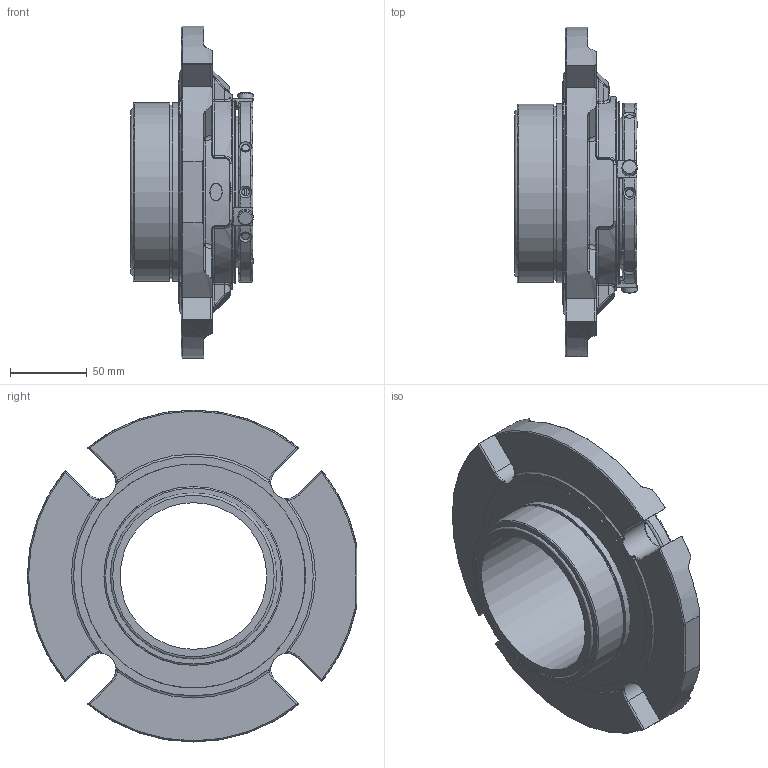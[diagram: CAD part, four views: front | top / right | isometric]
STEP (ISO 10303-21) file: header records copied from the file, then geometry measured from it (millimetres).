
FILE_DESCRIPTION(/* description */ ('Unknown'),/* implementation_level */ '2;1');
FILE_NAME(/* name */ '3.750',/* time_stamp */ '2023-04-04T11:58:16+01:00',/* author */ ('Unknown'),/* organization */ ('Unknown'),/* preprocessor_version */ 'ST-DEVELOPER v18.102',/* originating_system */ 'Solid Edge',/* authorisation */ 'Unknown');
FILE_SCHEMA (('AP242_MANAGED_MODEL_BASED_3D_ENGINEERING_MIM_LF { 1 0 10303 442 1 1 4 }','AUTOMOTIVE_DESIGN {1 0 10303 214 3 1 1}'));
Length unit declared in the file: millimetre
Products named in the file (1): 3.750
Bounding box: 79.63 x 213.82 x 215.65 mm (x, y, z)
Volume: 751065.3 mm3; surface area: 124162.2 mm2
Topology: 1 solids, 1 shells, 698 faces, 1842 edges, 1132 vertices
Faces by surface type: plane 222, cylinder 174, bspline 121, torus 91, cone 50, sphere 40
Full cylindrical faces by diameter (mm): 3.761 x1, 4.917 x2, 6 x3, 10 x3, 11.252 x1, 95.25 x1, 98.4 x1, 107.925 x1, 112.928 x1, 115.875 x1, 116.205 x1, 117.424 x1, 118.948 x1, 145.466 x1
Entity records: 29696 total; most frequent: CARTESIAN_POINT 9306, ORIENTED_EDGE 3464, DIRECTION 2889, EDGE_CURVE 1732, AXIS2_PLACEMENT_3D 1198, VERTEX_POINT 1092, EDGE_LOOP 780, FACE_BOUND 780
